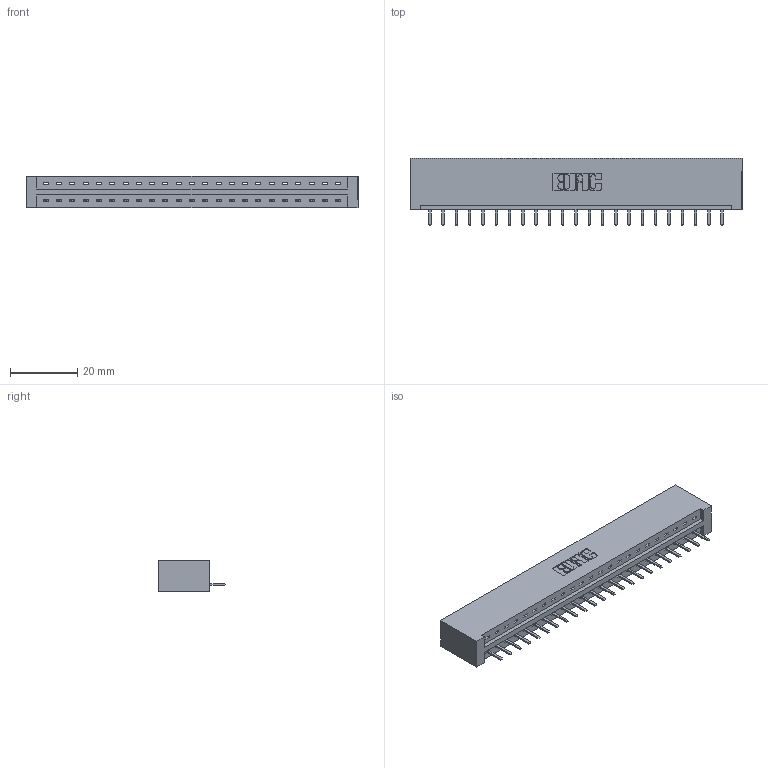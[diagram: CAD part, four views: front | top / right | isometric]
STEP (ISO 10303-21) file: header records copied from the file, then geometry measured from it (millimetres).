
FILE_DESCRIPTION (( 'STEP AP203' ), '1' );
FILE_NAME ('387-023-520-101.STEP', '2018-09-14T07:10:31', ( '' ), ( '' ), 'SwSTEP 2.0', 'SolidWorks 2016', '' );
FILE_SCHEMA (( 'CONFIG_CONTROL_DESIGN' ));
Length unit declared in the file: inch
Products named in the file (3): 337 Part_No Mounting Lugs; 345-292-001_345-293-120; 387-023-520-101
Assembly tree (24 placements, depth 2):
  387-023-520-101
    337 Part_No Mounting Lugs
    345-292-001_345-293-120  x23
Bounding box: 99.01 x 20.02 x 9.4 mm (x, y, z)
Volume: 10725.1 mm3; surface area: 10720.7 mm2
Topology: 24 solids, 24 shells, 1624 faces, 4795 edges, 3134 vertices
Faces by surface type: plane 1170, cylinder 454
Entity records: 19391 total; most frequent: CARTESIAN_POINT 3395, ORIENTED_EDGE 3342, DIRECTION 2877, EDGE_CURVE 1671, VECTOR 1547, LINE 1547, VERTEX_POINT 1110, AXIS2_PLACEMENT_3D 665
